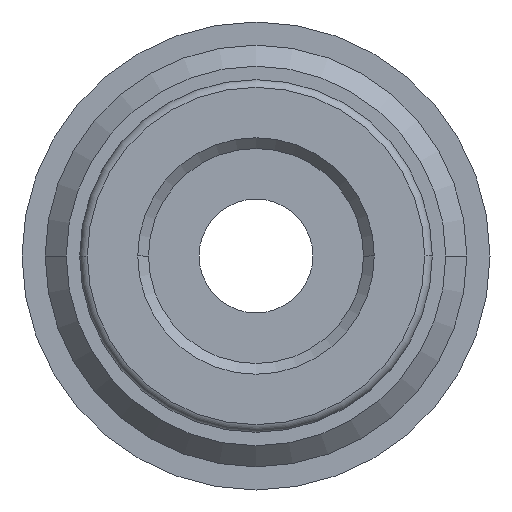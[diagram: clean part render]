
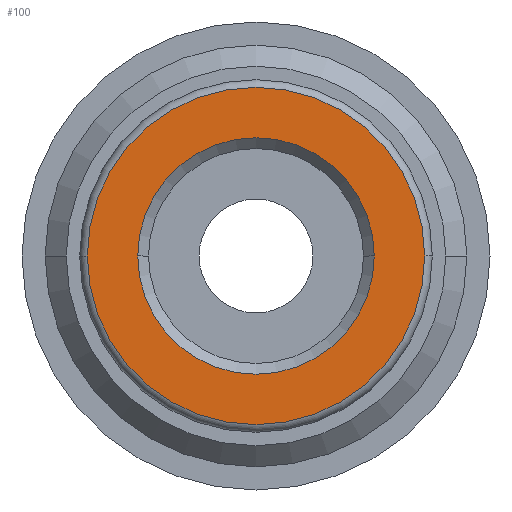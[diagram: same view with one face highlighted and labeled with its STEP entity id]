
A CAD part, front view. The second image highlights one B-rep face of the part: STEP entity #100.
In plain terms, the highlighted planar face has unit normal (0, -1, 0).
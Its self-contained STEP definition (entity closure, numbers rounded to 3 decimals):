
#100=ADVANCED_FACE('',(#240,#241),#242,.T.);
#240=FACE_BOUND('',#421,.T.);
#241=FACE_OUTER_BOUND('',#422,.T.);
#242=PLANE('',#423);
#421=EDGE_LOOP('',(#647,#648));
#422=EDGE_LOOP('',(#649,#650));
#423=AXIS2_PLACEMENT_3D('',#651,#652,#653);
#647=ORIENTED_EDGE('',*,*,#1043,.T.);
#648=ORIENTED_EDGE('',*,*,#1044,.T.);
#649=ORIENTED_EDGE('',*,*,#1045,.T.);
#650=ORIENTED_EDGE('',*,*,#1046,.T.);
#651=CARTESIAN_POINT('',(0.0,0.0,0.0));
#652=DIRECTION('',(0.0,-1.0,0.0));
#653=DIRECTION('',(-1.0,0.0,0.0));
#1043=EDGE_CURVE('',#1243,#1244,#1245,.T.);
#1044=EDGE_CURVE('',#1244,#1243,#1246,.T.);
#1045=EDGE_CURVE('',#1247,#1248,#1249,.T.);
#1046=EDGE_CURVE('',#1248,#1247,#1250,.T.);
#1243=VERTEX_POINT('',#1483);
#1244=VERTEX_POINT('',#1484);
#1245=CIRCLE('',#1485,2.805);
#1246=CIRCLE('',#1486,2.805);
#1247=VERTEX_POINT('',#1487);
#1248=VERTEX_POINT('',#1488);
#1249=CIRCLE('',#1489,4.0);
#1250=CIRCLE('',#1490,4.0);
#1483=CARTESIAN_POINT('',(-2.805,0.0,0.));
#1484=CARTESIAN_POINT('',(2.805,0.0,0.));
#1485=AXIS2_PLACEMENT_3D('',#1745,#1746,#1747);
#1486=AXIS2_PLACEMENT_3D('',#1748,#1749,#1750);
#1487=CARTESIAN_POINT('',(4.0,0.0,0.0));
#1488=CARTESIAN_POINT('',(-4.0,0.0,0.));
#1489=AXIS2_PLACEMENT_3D('',#1751,#1752,#1753);
#1490=AXIS2_PLACEMENT_3D('',#1754,#1755,#1756);
#1745=CARTESIAN_POINT('',(0.0,0.0,0.0));
#1746=DIRECTION('',(-0.0,1.0,0.0));
#1747=DIRECTION('',(1.0,0.0,0.0));
#1748=CARTESIAN_POINT('',(0.0,0.0,0.0));
#1749=DIRECTION('',(-0.0,1.0,0.0));
#1750=DIRECTION('',(1.0,0.0,0.0));
#1751=CARTESIAN_POINT('',(0.0,0.0,0.0));
#1752=DIRECTION('',(0.0,-1.0,0.0));
#1753=DIRECTION('',(1.0,0.0,0.0));
#1754=CARTESIAN_POINT('',(0.0,0.0,0.0));
#1755=DIRECTION('',(0.0,-1.0,0.0));
#1756=DIRECTION('',(1.0,0.0,0.0));
